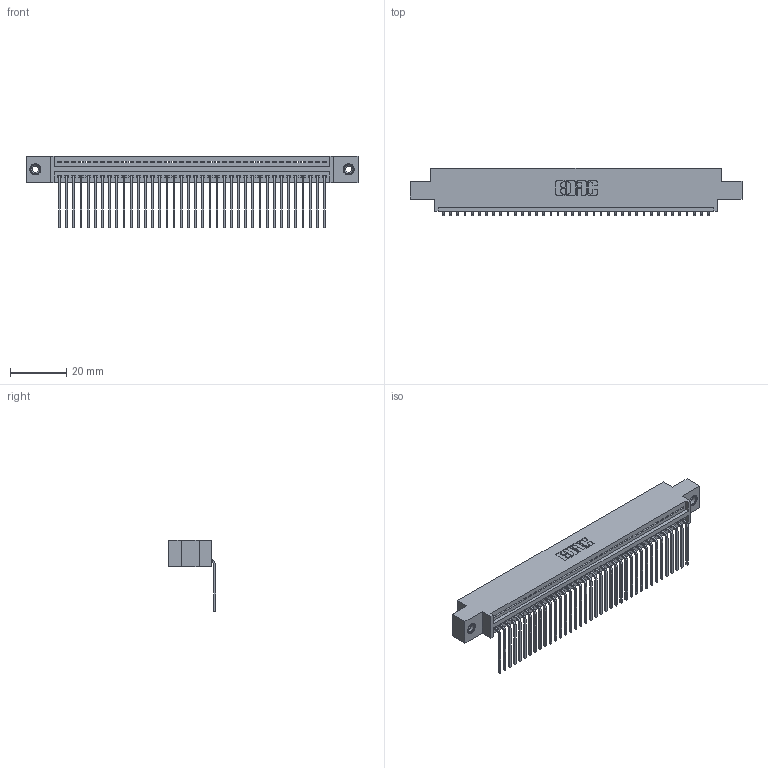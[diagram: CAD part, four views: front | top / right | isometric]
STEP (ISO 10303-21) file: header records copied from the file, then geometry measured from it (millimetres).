
FILE_DESCRIPTION (( 'STEP AP203' ), '1' );
FILE_NAME ('345-038-559-608.STEP', '2019-10-08T05:04:03', ( '' ), ( '' ), 'SwSTEP 2.0', 'SolidWorks 2016', '' );
FILE_SCHEMA (( 'CONFIG_CONTROL_DESIGN' ));
Length unit declared in the file: inch
Products named in the file (4): 345 Part_0.170 Offset - 0.156 Dia-TI; 345-292-001_558 559 Tail - 1; 345-038-559-608; 345-250-001_345-250-003-102
Assembly tree (41 placements, depth 2):
  345-038-559-608
    345 Part_0.170 Offset - 0.156 Dia-TI
    345-292-001_558 559 Tail - 1  x38
    345-250-001_345-250-003-102  x2
Bounding box: 117.73 x 16.75 x 25.53 mm (x, y, z)
Volume: 11156 mm3; surface area: 15660.6 mm2
Topology: 41 solids, 41 shells, 2470 faces, 7405 edges, 4878 vertices
Faces by surface type: plane 1712, cylinder 742, cone 12, torus 4
Entity records: 30540 total; most frequent: CARTESIAN_POINT 5273, ORIENTED_EDGE 5238, DIRECTION 4637, EDGE_CURVE 2619, VECTOR 2315, LINE 2315, VERTEX_POINT 1740, AXIS2_PLACEMENT_3D 1161
